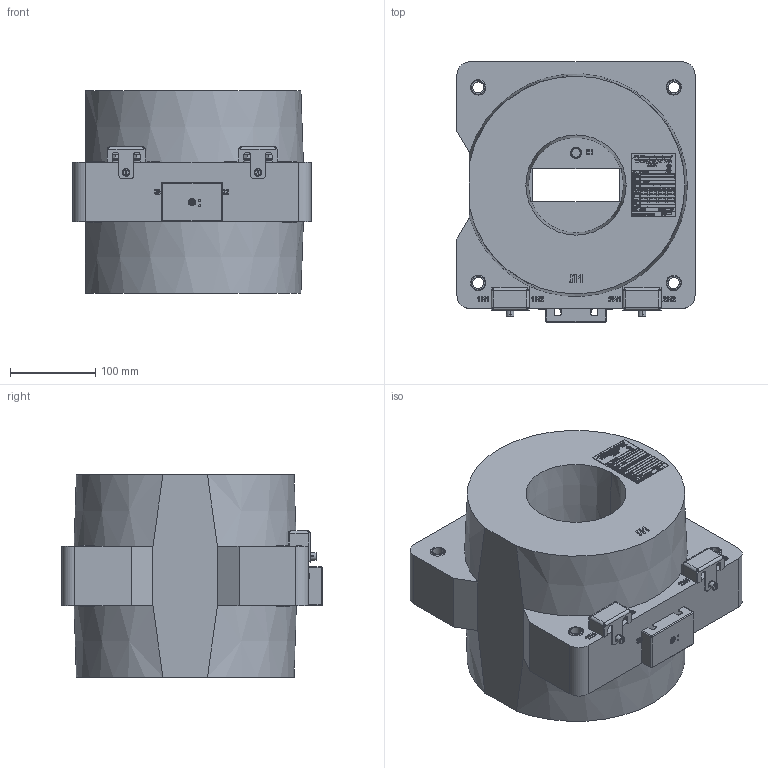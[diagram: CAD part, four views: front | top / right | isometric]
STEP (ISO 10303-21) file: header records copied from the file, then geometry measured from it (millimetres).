
FILE_DESCRIPTION (( 'STEP AP214' ), '1' );
FILE_NAME ('ﾒﾋﾊ-ﾑﾒ-10-ﾒﾘﾋﾏ1.STEP', '2023-06-09T06:55:57', ( '' ), ( '' ), 'SwSTEP 2.0', 'SolidWorks 2014', '' );
FILE_SCHEMA (( 'AUTOMOTIVE_DESIGN' ));
Length unit declared in the file: millimetre
Products named in the file (59): ﾘ琺矜 6.65ﾃ.019 ﾃﾎﾑﾒ 6402-70 (DIN127B); ﾏﾔ8.906.037 粨炅 ﾌ4; ﾘ琺矜 6.016 ﾃﾎﾑﾒ11371-78 (DIN125A); ÂÅÈÓ.758472.015 Ãàéêà; 令腧 󊬱2.58.019 梦岩 7798-70 (DIN933); ÂÅÈÓ.323293.013 Êðûøêà çàùèòíàÿ_-02; 屡扔.713174.003 买箅赅; 屡扔.758181.002 妈眚 镫铎徼痤忸黜; ÂÅÈÓ.735314.016 Êðûøêà çàùèòíàÿ; 屡扔.671235.312-01-01蚜_-10; ÂÅÈÓ.758472.007-01 Ãàéêà; 屡扔.758472.014; 屡扔.713174.003 买箅赅_-02; Êîðïóñ ÒØËÏ-10  3_3å ®¡¬®â; ÂÅÈÓ.754312.182À Òàáëè÷êà òåõíè÷åñêèõ äàííûõ ÒËÊ-ÑÒ_; ÂÅÈÓ.323293.013 Êðûøêà çàùèòíàÿ; 扻豵鵨 眧冾-10  3; ﾒﾋﾊ-ﾑﾒ-10-ﾒﾘﾋﾏ1; ÂÅÈÓ.754312.182À Òàáëè÷êà òåõíè÷åñêèõ äàííûõ ÒËÊ-ÑÒ__-00; ﾏ瑕褪 ﾌ6
Assembly tree (33 placements, depth 3):
  ﾘ琺矜 6.65ﾃ.019 ﾃﾎﾑﾒ 6402-70 (DIN127B)
  ﾏﾔ8.906.037 粨炅 ﾌ4
  ﾘ琺矜 6.016 ﾃﾎﾑﾒ11371-78 (DIN125A)
  ÂÅÈÓ.758472.015 Ãàéêà
  令腧 󊬱2.58.019 梦岩 7798-70 (DIN933)
Bounding box: 280 x 306 x 239.6 mm (x, y, z)
Volume: 12381006.1 mm3; surface area: 540077.8 mm2
Topology: 43 solids, 43 shells, 4023 faces, 10456 edges, 6835 vertices
Faces by surface type: plane 2412, bspline 1004, cylinder 380, cone 199, torus 20, sphere 8
Entity records: 185312 total; most frequent: CARTESIAN_POINT 78120, ORIENTED_EDGE 17788, DIRECTION 12149, EDGE_CURVE 8894, VECTOR 6429, LINE 6429, VERTEX_POINT 5889, EDGE_LOOP 3719
